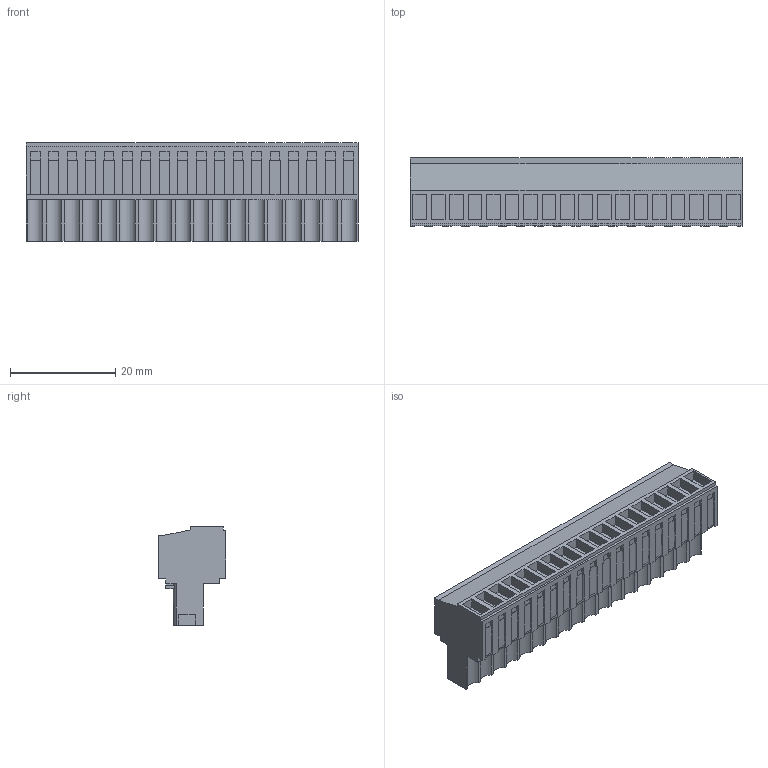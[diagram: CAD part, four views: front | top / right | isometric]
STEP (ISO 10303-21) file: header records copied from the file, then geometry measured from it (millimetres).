
FILE_DESCRIPTION(('CATIA V5 STEP Exchange','CAx-IF Rec.Pracs.--- Model Styling and Organization---1.2---2011-12-15'),'2;1');
FILE_NAME ('D1453635_0_1620300000_1620300000.stp','2017-04-25T09:43:37+00:00',('none'),('Weidmueller'),'CATIA Version 5-6 Release 2014','CATIA V5 STEP AP214','none');
FILE_SCHEMA(('AUTOMOTIVE_DESIGN { 1 0 10303 214 1 1 1 1 }'));
Length unit declared in the file: millimetre
Products named in the file (1): 1620300000
Bounding box: 63 x 12.9 x 18.7 mm (x, y, z)
Volume: 9308 mm3; surface area: 7089.3 mm2
Topology: 19 solids, 19 shells, 1063 faces, 2995 edges, 2042 vertices
Faces by surface type: plane 955, cylinder 108
Entity records: 31033 total; most frequent: ORIENTED_EDGE 5990, CARTESIAN_POINT 5550, DIRECTION 4019, EDGE_CURVE 2995, VECTOR 2599, LINE 2599, VERTEX_POINT 2042, EDGE_LOOP 1135
